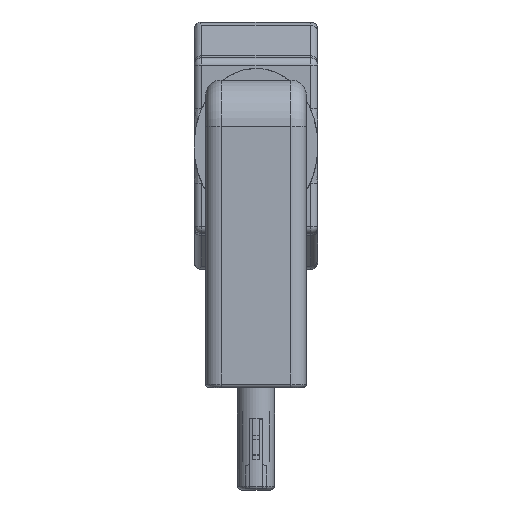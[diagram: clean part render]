
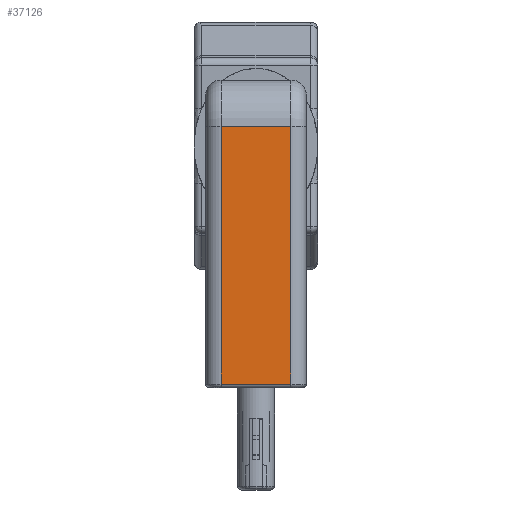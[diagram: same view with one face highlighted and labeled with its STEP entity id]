
A CAD part, left-side view. The second image highlights one B-rep face of the part: STEP entity #37126.
In plain terms, the highlighted planar face has unit normal (-1, 0, 0).
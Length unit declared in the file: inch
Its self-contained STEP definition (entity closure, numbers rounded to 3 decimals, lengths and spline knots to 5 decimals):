
#17 = PLANE ( 'NONE',  #59454 ) ;
#322 = ORIENTED_EDGE ( 'NONE', *, *, #61982, .T. ) ;
#6136 = LINE ( 'NONE', #56026, #13527 ) ;
#6657 = LINE ( 'NONE', #81893, #38693 ) ;
#13527 = VECTOR ( 'NONE', #56354, 39.37008 ) ;
#14626 = ORIENTED_EDGE ( 'NONE', *, *, #69503, .T. ) ;
#26035 = CARTESIAN_POINT ( 'NONE',  ( -0.24311, 0.66339, -0.08858 ) ) ;
#32679 = CARTESIAN_POINT ( 'NONE',  ( -0.24311, 0.00787, 0.12795 ) ) ;
#37126 = ADVANCED_FACE ( 'NONE', ( #64382 ), #17, .F. ) ;
#38693 = VECTOR ( 'NONE', #43939, 39.37008 ) ;
#39569 = LINE ( 'NONE', #68441, #61732 ) ;
#41040 = EDGE_LOOP ( 'NONE', ( #93248, #14626, #43088, #322 ) ) ;
#43088 = ORIENTED_EDGE ( 'NONE', *, *, #89625, .T. ) ;
#43939 = DIRECTION ( 'NONE',  ( 0., 1., 0. ) ) ;
#48877 = CARTESIAN_POINT ( 'NONE',  ( -0.24311, 0.66339, 0.08858 ) ) ;
#54294 = VERTEX_POINT ( 'NONE', #102001 ) ;
#55843 = CARTESIAN_POINT ( 'NONE',  ( -0.24311, -0.00197, 0.12795 ) ) ;
#56026 = CARTESIAN_POINT ( 'NONE',  ( -0.24311, 0.66339, 0.12795 ) ) ;
#56354 = DIRECTION ( 'NONE',  ( 0., 0., -1. ) ) ;
#59454 = AXIS2_PLACEMENT_3D ( 'NONE', #55843, #100050, #86789 ) ;
#61732 = VECTOR ( 'NONE', #92426, 39.37008 ) ;
#61982 = EDGE_CURVE ( 'NONE', #54294, #70797, #6657, .T. ) ;
#64382 = FACE_OUTER_BOUND ( 'NONE', #41040, .T. ) ;
#68441 = CARTESIAN_POINT ( 'NONE',  ( -0.24311, 0.00787, -0.08858 ) ) ;
#69503 = EDGE_CURVE ( 'NONE', #97809, #80531, #39569, .T. ) ;
#70797 = VERTEX_POINT ( 'NONE', #48877 ) ;
#80531 = VERTEX_POINT ( 'NONE', #81373 ) ;
#81373 = CARTESIAN_POINT ( 'NONE',  ( -0.24311, 0.00787, -0.08858 ) ) ;
#81893 = CARTESIAN_POINT ( 'NONE',  ( -0.24311, -0.00197, 0.08858 ) ) ;
#83507 = VECTOR ( 'NONE', #95205, 39.37008 ) ;
#86789 = DIRECTION ( 'NONE',  ( 0., 1., 0. ) ) ;
#89625 = EDGE_CURVE ( 'NONE', #80531, #54294, #93322, .T. ) ;
#92426 = DIRECTION ( 'NONE',  ( 0., -1., 0. ) ) ;
#93248 = ORIENTED_EDGE ( 'NONE', *, *, #95757, .T. ) ;
#93322 = LINE ( 'NONE', #32679, #83507 ) ;
#95205 = DIRECTION ( 'NONE',  ( 0., 0., 1. ) ) ;
#95757 = EDGE_CURVE ( 'NONE', #70797, #97809, #6136, .T. ) ;
#97809 = VERTEX_POINT ( 'NONE', #26035 ) ;
#100050 = DIRECTION ( 'NONE',  ( 1., 0., 0. ) ) ;
#102001 = CARTESIAN_POINT ( 'NONE',  ( -0.24311, 0.00787, 0.08858 ) ) ;
